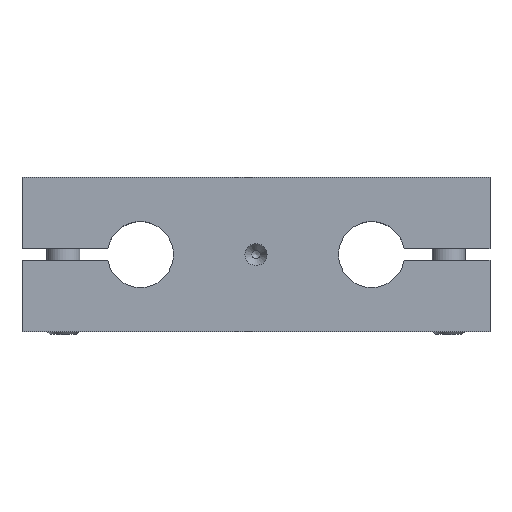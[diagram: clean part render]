
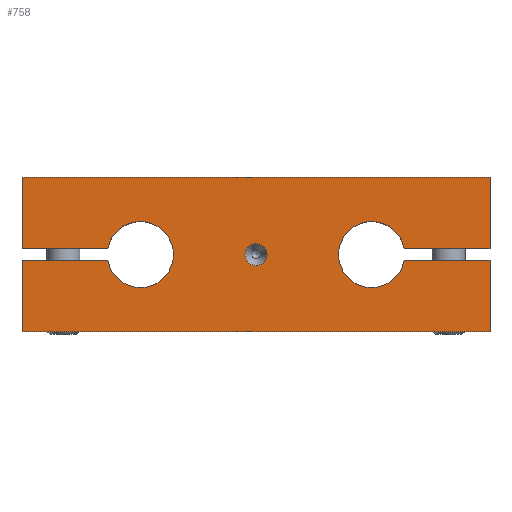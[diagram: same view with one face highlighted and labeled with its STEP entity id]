
A CAD part, top view. The second image highlights one B-rep face of the part: STEP entity #758.
In plain terms, the highlighted planar face has unit normal (0, 0, 1).
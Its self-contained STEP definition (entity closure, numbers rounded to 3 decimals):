
#50=FACE_BOUND('',#172,.T.);
#66=PLANE('',#888);
#117=FACE_OUTER_BOUND('',#171,.T.);
#171=EDGE_LOOP('',(#641,#642,#643,#644,#645,#646,#647,#648,#649,#650,#651,
#652));
#172=EDGE_LOOP('',(#653));
#213=LINE('',#1248,#274);
#216=LINE('',#1253,#277);
#219=LINE('',#1261,#280);
#221=LINE('',#1265,#282);
#223=LINE('',#1269,#284);
#225=LINE('',#1273,#286);
#227=LINE('',#1277,#288);
#230=LINE('',#1285,#291);
#232=LINE('',#1289,#293);
#234=LINE('',#1292,#295);
#274=VECTOR('',#1023,10.);
#277=VECTOR('',#1028,10.);
#280=VECTOR('',#1037,10.);
#282=VECTOR('',#1041,10.);
#284=VECTOR('',#1045,10.);
#286=VECTOR('',#1049,10.);
#288=VECTOR('',#1053,10.);
#291=VECTOR('',#1062,10.);
#293=VECTOR('',#1066,10.);
#295=VECTOR('',#1070,10.);
#313=CIRCLE('',#840,2.01);
#333=CIRCLE('',#877,6.);
#334=CIRCLE('',#884,6.);
#349=VERTEX_POINT('',#1159);
#379=VERTEX_POINT('',#1246);
#380=VERTEX_POINT('',#1247);
#381=VERTEX_POINT('',#1252);
#382=VERTEX_POINT('',#1256);
#383=VERTEX_POINT('',#1260);
#384=VERTEX_POINT('',#1264);
#385=VERTEX_POINT('',#1268);
#386=VERTEX_POINT('',#1272);
#387=VERTEX_POINT('',#1276);
#388=VERTEX_POINT('',#1280);
#389=VERTEX_POINT('',#1284);
#390=VERTEX_POINT('',#1288);
#417=EDGE_CURVE('',#349,#349,#313,.T.);
#459=EDGE_CURVE('',#379,#380,#213,.T.);
#462=EDGE_CURVE('',#380,#381,#216,.T.);
#464=EDGE_CURVE('',#381,#382,#333,.T.);
#466=EDGE_CURVE('',#382,#383,#219,.T.);
#468=EDGE_CURVE('',#383,#384,#221,.T.);
#470=EDGE_CURVE('',#384,#385,#223,.T.);
#472=EDGE_CURVE('',#385,#386,#225,.T.);
#474=EDGE_CURVE('',#386,#387,#227,.T.);
#476=EDGE_CURVE('',#387,#388,#334,.T.);
#478=EDGE_CURVE('',#388,#389,#230,.T.);
#480=EDGE_CURVE('',#389,#390,#232,.T.);
#482=EDGE_CURVE('',#390,#379,#234,.T.);
#641=ORIENTED_EDGE('',*,*,#459,.F.);
#642=ORIENTED_EDGE('',*,*,#482,.F.);
#643=ORIENTED_EDGE('',*,*,#480,.F.);
#644=ORIENTED_EDGE('',*,*,#478,.F.);
#645=ORIENTED_EDGE('',*,*,#476,.F.);
#646=ORIENTED_EDGE('',*,*,#474,.F.);
#647=ORIENTED_EDGE('',*,*,#472,.F.);
#648=ORIENTED_EDGE('',*,*,#470,.F.);
#649=ORIENTED_EDGE('',*,*,#468,.F.);
#650=ORIENTED_EDGE('',*,*,#466,.F.);
#651=ORIENTED_EDGE('',*,*,#464,.F.);
#652=ORIENTED_EDGE('',*,*,#462,.F.);
#653=ORIENTED_EDGE('',*,*,#417,.T.);
#758=ADVANCED_FACE('',(#117,#50),#66,.T.);
#840=AXIS2_PLACEMENT_3D('',#1160,#931,#932);
#877=AXIS2_PLACEMENT_3D('',#1257,#1032,#1033);
#884=AXIS2_PLACEMENT_3D('',#1281,#1057,#1058);
#888=AXIS2_PLACEMENT_3D('',#1293,#1071,#1072);
#931=DIRECTION('center_axis',(0.,0.,-1.));
#932=DIRECTION('ref_axis',(1.,0.,0.));
#1023=DIRECTION('',(0.,-1.,0.));
#1028=DIRECTION('',(-1.,0.,0.));
#1032=DIRECTION('center_axis',(0.,0.,1.));
#1033=DIRECTION('ref_axis',(0.984,0.179,0.));
#1037=DIRECTION('',(1.,0.,0.));
#1041=DIRECTION('',(0.,-1.,0.));
#1045=DIRECTION('',(-1.,0.,0.));
#1049=DIRECTION('',(0.,1.,0.));
#1053=DIRECTION('',(1.,0.,0.));
#1057=DIRECTION('center_axis',(0.,0.,1.));
#1058=DIRECTION('ref_axis',(-0.984,-0.179,0.));
#1062=DIRECTION('',(-1.,0.,0.));
#1066=DIRECTION('',(0.,1.,0.));
#1070=DIRECTION('',(1.,0.,0.));
#1071=DIRECTION('center_axis',(0.,0.,1.));
#1072=DIRECTION('ref_axis',(1.,0.,0.));
#1159=CARTESIAN_POINT('',(-2.01,0.,7.));
#1160=CARTESIAN_POINT('Origin',(0.,0.,7.));
#1246=CARTESIAN_POINT('',(42.5,14.,7.));
#1247=CARTESIAN_POINT('',(42.5,1.075,7.));
#1248=CARTESIAN_POINT('',(42.5,14.,7.));
#1252=CARTESIAN_POINT('',(26.903,1.075,7.));
#1253=CARTESIAN_POINT('',(42.5,1.075,7.));
#1256=CARTESIAN_POINT('',(26.903,-1.075,7.));
#1257=CARTESIAN_POINT('Origin',(21.,0.,7.));
#1260=CARTESIAN_POINT('',(42.5,-1.075,7.));
#1261=CARTESIAN_POINT('',(26.903,-1.075,7.));
#1264=CARTESIAN_POINT('',(42.5,-14.,7.));
#1265=CARTESIAN_POINT('',(42.5,-1.075,7.));
#1268=CARTESIAN_POINT('',(-42.5,-14.,7.));
#1269=CARTESIAN_POINT('',(42.5,-14.,7.));
#1272=CARTESIAN_POINT('',(-42.5,-1.075,7.));
#1273=CARTESIAN_POINT('',(-42.5,-14.,7.));
#1276=CARTESIAN_POINT('',(-26.903,-1.075,7.));
#1277=CARTESIAN_POINT('',(-42.5,-1.075,7.));
#1280=CARTESIAN_POINT('',(-26.903,1.075,7.));
#1281=CARTESIAN_POINT('Origin',(-21.,0.,7.));
#1284=CARTESIAN_POINT('',(-42.5,1.075,7.));
#1285=CARTESIAN_POINT('',(-26.903,1.075,7.));
#1288=CARTESIAN_POINT('',(-42.5,14.,7.));
#1289=CARTESIAN_POINT('',(-42.5,1.075,7.));
#1292=CARTESIAN_POINT('',(-42.5,14.,7.));
#1293=CARTESIAN_POINT('Origin',(0.,0.,
7.));
